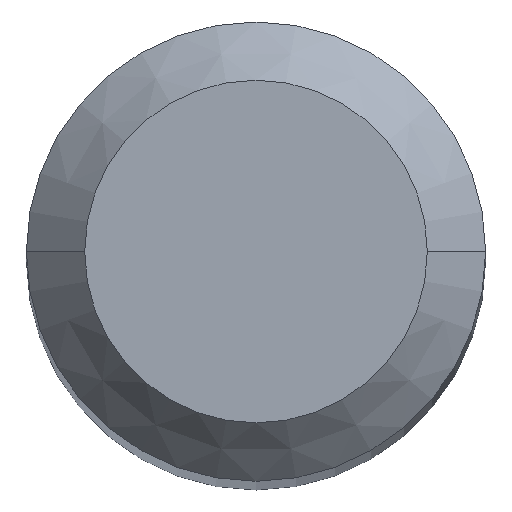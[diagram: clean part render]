
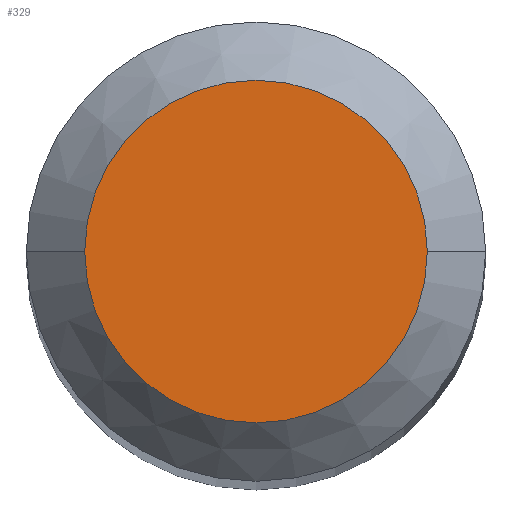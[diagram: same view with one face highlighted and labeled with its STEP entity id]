
A CAD part, top view. The second image highlights one B-rep face of the part: STEP entity #329.
In plain terms, the highlighted planar face has unit normal (0, 0, 1).
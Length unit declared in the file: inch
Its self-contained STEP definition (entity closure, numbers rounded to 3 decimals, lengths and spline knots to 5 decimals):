
#40 = VERTEX_POINT ( 'NONE', #687 ) ;
#60 = CARTESIAN_POINT ( 'NONE',  ( 0., 0., 1.49606 ) ) ;
#106 = CIRCLE ( 'NONE', #195, 0.04405 ) ;
#176 = CARTESIAN_POINT ( 'NONE',  ( 0., 0., 1.49606 ) ) ;
#180 = DIRECTION ( 'NONE',  ( 1., 0., 0. ) ) ;
#195 = AXIS2_PLACEMENT_3D ( 'NONE', #176, #737, #180 ) ;
#211 = AXIS2_PLACEMENT_3D ( 'NONE', #60, #677, #690 ) ;
#329 = ADVANCED_FACE ( 'NONE', ( #362 ), #531, .T. ) ;
#362 = FACE_OUTER_BOUND ( 'NONE', #607, .T. ) ;
#455 = EDGE_CURVE ( 'NONE', #40, #663, #519, .T. ) ;
#519 = CIRCLE ( 'NONE', #211, 0.04405 ) ;
#531 = PLANE ( 'NONE',  #815 ) ;
#541 = CARTESIAN_POINT ( 'NONE',  ( 0.04405, 0., 1.49606 ) ) ;
#595 = CARTESIAN_POINT ( 'NONE',  ( 0., 0., 1.49606 ) ) ;
#607 = EDGE_LOOP ( 'NONE', ( #744, #771 ) ) ;
#663 = VERTEX_POINT ( 'NONE', #541 ) ;
#665 = DIRECTION ( 'NONE',  ( 0., 0., 1. ) ) ;
#677 = DIRECTION ( 'NONE',  ( 0., 0., 1. ) ) ;
#682 = DIRECTION ( 'NONE',  ( 1., 0., 0. ) ) ;
#687 = CARTESIAN_POINT ( 'NONE',  ( -0.04405, 0., 1.49606 ) ) ;
#690 = DIRECTION ( 'NONE',  ( 1., 0., 0. ) ) ;
#737 = DIRECTION ( 'NONE',  ( 0., 0., 1. ) ) ;
#744 = ORIENTED_EDGE ( 'NONE', *, *, #455, .T. ) ;
#747 = EDGE_CURVE ( 'NONE', #663, #40, #106, .T. ) ;
#771 = ORIENTED_EDGE ( 'NONE', *, *, #747, .T. ) ;
#815 = AXIS2_PLACEMENT_3D ( 'NONE', #595, #665, #682 ) ;
